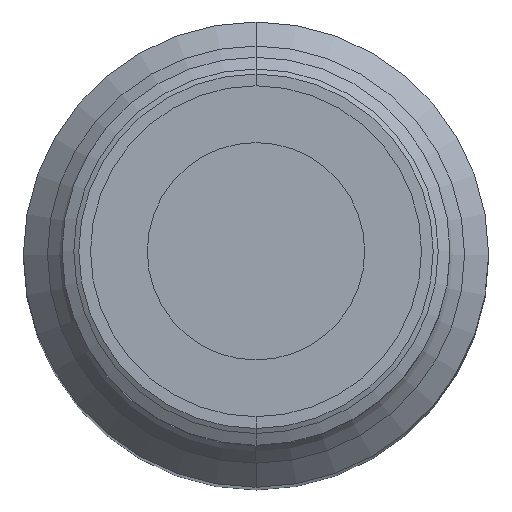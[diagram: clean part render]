
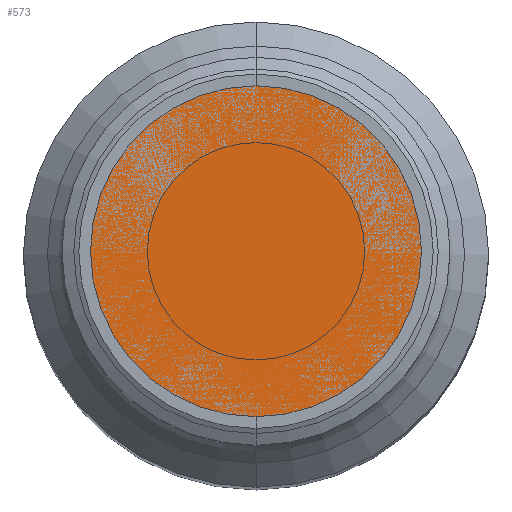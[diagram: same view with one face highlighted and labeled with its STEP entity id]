
A CAD part, top view. The second image highlights one B-rep face of the part: STEP entity #573.
In plain terms, the highlighted planar face has unit normal (0, 0, 1).
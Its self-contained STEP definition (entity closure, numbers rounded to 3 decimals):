
#176=CARTESIAN_POINT('',(0.,0.,95.));
#177=DIRECTION('',(0.,0.,-1.));
#178=DIRECTION('',(0.,1.,0.));
#179=AXIS2_PLACEMENT_3D('',#176,#177,#178);
#184=CARTESIAN_POINT('',(0.,0.,95.));
#185=DIRECTION('',(0.,0.,1.));
#186=DIRECTION('',(0.,1.,0.));
#187=AXIS2_PLACEMENT_3D('',#184,#185,#186);
#554=CARTESIAN_POINT('',(0.,4.267,95.));
#555=VERTEX_POINT('',#554);
#556=CARTESIAN_POINT('',(0.,-4.267,95.));
#557=VERTEX_POINT('',#556);
#562=CARTESIAN_POINT('',(0.,0.,95.));
#563=DIRECTION('',(0.,0.,1.));
#564=DIRECTION('',(0.,-1.,0.));
#565=AXIS2_PLACEMENT_3D('',#562,#563,#564);
#566=PLANE('',#565);
#568=ORIENTED_EDGE('',*,*,#567,.T.);
#570=ORIENTED_EDGE('',*,*,#569,.F.);
#571=EDGE_LOOP('',(#568,#570));
#572=FACE_OUTER_BOUND('',#571,.F.);
#180=CIRCLE('',#179,4.267);
#188=CIRCLE('',#187,4.267);
#567=EDGE_CURVE('',#555,#557,#180,.T.);
#569=EDGE_CURVE('',#555,#557,#188,.T.);
#573=ADVANCED_FACE('',(#572),#566,.T.);
